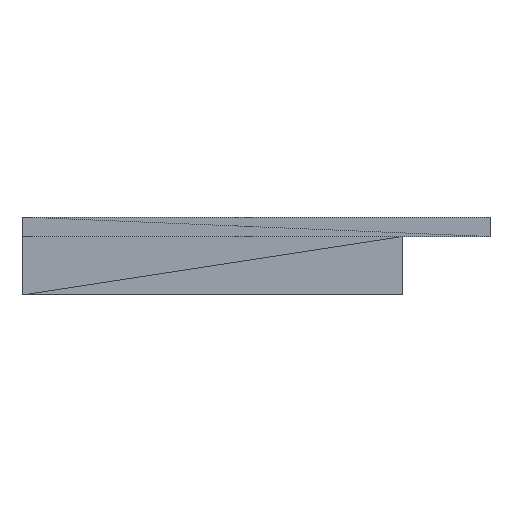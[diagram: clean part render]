
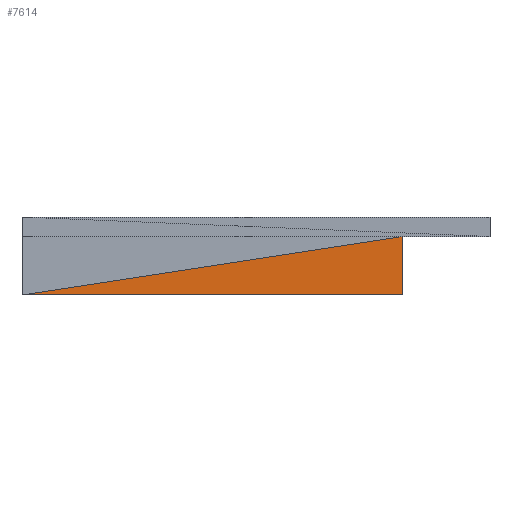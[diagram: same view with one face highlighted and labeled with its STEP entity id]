
A CAD part, front view. The second image highlights one B-rep face of the part: STEP entity #7614.
In plain terms, the highlighted planar face has unit normal (0, -1, 0).
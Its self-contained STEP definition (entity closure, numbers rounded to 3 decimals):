
#250=FACE_OUTER_BOUND('',#920,.T.);
#920=EDGE_LOOP('',(#5404,#5405,#5406));
#1744=LINE('',#11858,#2749);
#1745=LINE('',#11861,#2750);
#1746=LINE('',#11862,#2751);
#2749=VECTOR('',#9594,10.);
#2750=VECTOR('',#9597,10.);
#2751=VECTOR('',#9598,10.);
#3365=VERTEX_POINT('',#11082);
#3384=VERTEX_POINT('',#11163);
#3518=VERTEX_POINT('',#11860);
#4083=EDGE_CURVE('',#3365,#3384,#1744,.T.);
#4084=EDGE_CURVE('',#3518,#3365,#1745,.T.);
#4085=EDGE_CURVE('',#3518,#3384,#1746,.T.);
#5404=ORIENTED_EDGE('',*,*,#4084,.T.);
#5405=ORIENTED_EDGE('',*,*,#4083,.T.);
#5406=ORIENTED_EDGE('',*,*,#4085,.F.);
#6944=PLANE('',#8298);
#7614=ADVANCED_FACE('',(#250),#6944,.T.);
#8298=AXIS2_PLACEMENT_3D('',#11859,#9595,#9596);
#9594=DIRECTION('',(-0.988,0.,-0.152));
#9595=DIRECTION('center_axis',(0.,-1.,0.));
#9596=DIRECTION('ref_axis',(0.,0.,-1.));
#9597=DIRECTION('',(0.,0.,1.));
#9598=DIRECTION('',(-1.,0.,0.));
#11082=CARTESIAN_POINT('',(-23.,60.,9.5));
#11163=CARTESIAN_POINT('',(-62.,60.,3.5));
#11858=CARTESIAN_POINT('',(-23.,60.,9.5));
#11859=CARTESIAN_POINT('Origin',(-62.,60.,3.5));
#11860=CARTESIAN_POINT('',(-23.,60.,3.5));
#11861=CARTESIAN_POINT('',(-23.,60.,3.5));
#11862=CARTESIAN_POINT('',(-23.,60.,3.5));
